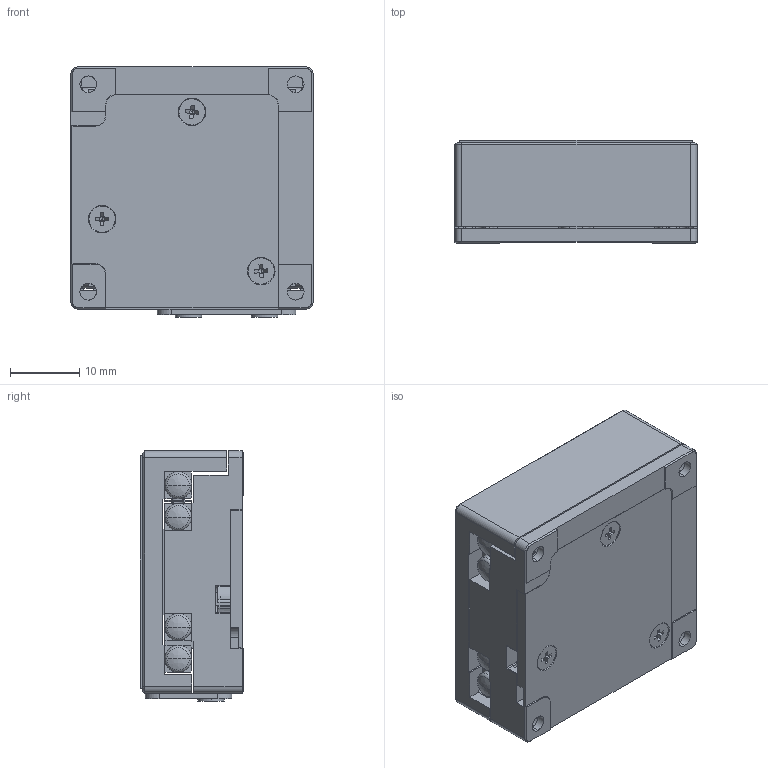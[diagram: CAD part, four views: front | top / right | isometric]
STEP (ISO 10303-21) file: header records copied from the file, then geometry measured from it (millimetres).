
FILE_DESCRIPTION (( 'STEP AP203' ), '1' );
FILE_NAME ('527470.STEP', '2025-04-10T03:05:11', ( 'Windows User' ), ( 'P R C' ), 'SwSTEP 2.0', 'SolidWorks 2020', '' );
FILE_SCHEMA (( 'CONFIG_CONTROL_DESIGN' ));
Length unit declared in the file: millimetre
Products named in the file (13): countersunk flat head cross recess screw_din_DIN EN ISO 7046-1 - M2 x 3 - Z - 3N.STEP; ____-LS-0310-V3-20250108_2-0.STEP; ____ _VR1-30_GUIDE^____ VR1_30H_2.STEP; 527450-527470.STEP; ____ _VR1-30_CAGE^____ VR1_30H_2.STEP; ____ 0.8__3.5__0.95_______2.STEP; ____-LS-0310-V3-20250108_2-1.STEP; ____ _VR1-30_GUIDE__TOP^____ VR1_30H_2.STEP; socket head cap screw_din_DIN 912 M2 x 3 --- 3N.STEP; 527470; ____ DJP-20_2.STEP; ____-LS-0310-V3-20250108_2.STEP; ____ VR1_30H_2.STEP
Assembly tree (23 placements, depth 4):
  527470
    527450-527470.STEP
      ____ VR1_30H_2.STEP  x2
        ____ _VR1-30_GUIDE^____ VR1_30H_2.STEP
        ____ _VR1-30_CAGE^____ VR1_30H_2.STEP
        ____ _VR1-30_GUIDE__TOP^____ VR1_30H_2.STEP
      ____-LS-0310-V3-20250108_2.STEP
      ____-LS-0310-V3-20250108_2-0.STEP
      ____-LS-0310-V3-20250108_2-1.STEP
      ____ 0.8__3.5__0.95_______2.STEP
      ____ DJP-20_2.STEP
      socket head cap screw_din_DIN 912 M2 x 3 --- 3N.STEP  x6
      countersunk flat head cross recess screw_din_DIN EN ISO 7046-1 - M2 x 3 - Z - 3N.STEP  x6
Bounding box: 35 x 14.9 x 36.15 mm (x, y, z)
Volume: 16654.2 mm3; surface area: 15391.2 mm2
Topology: 23 solids, 23 shells, 1306 faces, 3312 edges, 2036 vertices
Faces by surface type: plane 674, cylinder 330, cone 234, torus 52, bspline 16
Entity records: 26375 total; most frequent: CARTESIAN_POINT 5897, ORIENTED_EDGE 3948, DIRECTION 3879, EDGE_CURVE 1974, AXIS2_PLACEMENT_3D 1313, VERTEX_POINT 1261, VECTOR 1253, LINE 1253
